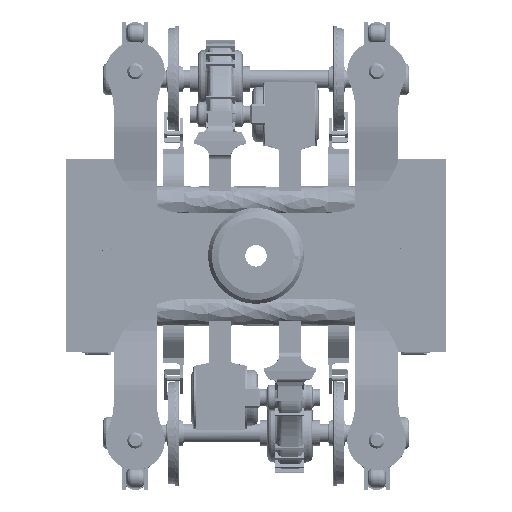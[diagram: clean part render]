
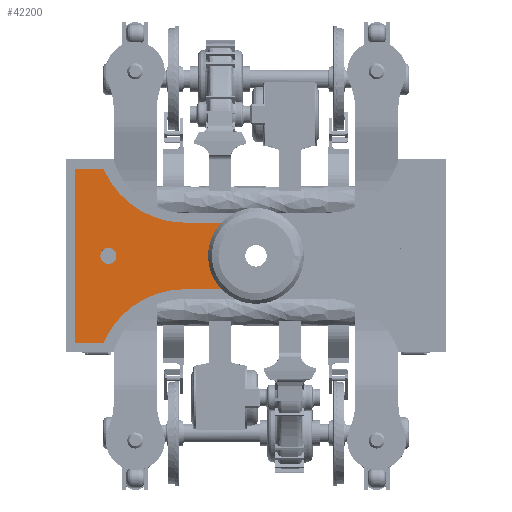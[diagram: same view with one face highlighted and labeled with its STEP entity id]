
A CAD part, top view. The second image highlights one B-rep face of the part: STEP entity #42200.
In plain terms, the highlighted free-form (B-spline) face has degree [1, 1] with [2, 2] control points.
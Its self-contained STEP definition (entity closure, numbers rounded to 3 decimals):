
#42200 = ADVANCED_FACE('',(#42201,#42215),#42276,.T.);
#42201 = FACE_BOUND('',#42202,.T.);
#42202 = EDGE_LOOP('',(#42203));
#42203 = ORIENTED_EDGE('',*,*,#42204,.F.);
#42204 = EDGE_CURVE('',#42205,#42205,#42207,.T.);
#42205 = VERTEX_POINT('',#42206);
#42206 = CARTESIAN_POINT('',(3742.831,2519.424,
    2622.151));
#42207 = ( BOUNDED_CURVE() B_SPLINE_CURVE(2,(#42208,#42209,#42210,#42211
    ,#42212,#42213,#42214),.UNSPECIFIED.,.T.,.F.) 
B_SPLINE_CURVE_WITH_KNOTS((1,2,2,2,2,1),(-2.094,0.,
    2.094,4.189,6.283,8.378),
.UNSPECIFIED.) CURVE() GEOMETRIC_REPRESENTATION_ITEM() 
RATIONAL_B_SPLINE_CURVE((1.,0.5,1.,0.5,1.,0.5,1.)) REPRESENTATION_ITEM(
  '') );
#42208 = CARTESIAN_POINT('',(3742.831,2519.424,
    2622.151));
#42209 = CARTESIAN_POINT('',(3742.831,2705.723,
    2621.892));
#42210 = CARTESIAN_POINT('',(3581.491,2612.573,
    2621.996));
#42211 = CARTESIAN_POINT('',(3420.151,2519.423,
    2622.1));
#42212 = CARTESIAN_POINT('',(3581.491,2426.274,
    2622.255));
#42213 = CARTESIAN_POINT('',(3742.831,2333.124,
    2622.41));
#42214 = CARTESIAN_POINT('',(3742.831,2519.424,
    2622.151));
#42215 = FACE_BOUND('',#42216,.T.);
#42216 = EDGE_LOOP('',(#42217,#42226,#42234,#42241,#42249,#42256,#42263,
    #42270));
#42217 = ORIENTED_EDGE('',*,*,#42218,.T.);
#42218 = EDGE_CURVE('',#42219,#42221,#42223,.T.);
#42219 = VERTEX_POINT('',#42220);
#42220 = CARTESIAN_POINT('',(4660.676,2074.843,
    2622.914));
#42221 = VERTEX_POINT('',#42222);
#42222 = CARTESIAN_POINT('',(5145.706,2074.843,
    2622.991));
#42223 = B_SPLINE_CURVE_WITH_KNOTS('',1,(#42224,#42225),.UNSPECIFIED.,
  .F.,.F.,(2,2),(-660.,-321.795),.PIECEWISE_BEZIER_KNOTS.);
#42224 = CARTESIAN_POINT('',(4660.676,2074.843,
    2622.914));
#42225 = CARTESIAN_POINT('',(5145.706,2074.843,
    2622.991));
#42226 = ORIENTED_EDGE('',*,*,#42227,.F.);
#42227 = EDGE_CURVE('',#42228,#42221,#42230,.T.);
#42228 = VERTEX_POINT('',#42229);
#42229 = CARTESIAN_POINT('',(5145.706,2964.005,
    2621.755));
#42230 = ( BOUNDED_CURVE() B_SPLINE_CURVE(2,(#42231,#42232,#42233),
.UNSPECIFIED.,.F.,.F.) B_SPLINE_CURVE_WITH_KNOTS((3,3),(2.375,
3.908),.PIECEWISE_BEZIER_KNOTS.) CURVE() 
GEOMETRIC_REPRESENTATION_ITEM() RATIONAL_B_SPLINE_CURVE((1.,
0.72,1.)) REPRESENTATION_ITEM('') );
#42231 = CARTESIAN_POINT('',(5145.706,2964.005,
    2621.755));
#42232 = CARTESIAN_POINT('',(4717.421,2519.424,
    2622.305));
#42233 = CARTESIAN_POINT('',(5145.706,2074.843,
    2622.991));
#42234 = ORIENTED_EDGE('',*,*,#42235,.F.);
#42235 = EDGE_CURVE('',#42236,#42228,#42238,.T.);
#42236 = VERTEX_POINT('',#42237);
#42237 = CARTESIAN_POINT('',(4660.676,2964.004,
    2621.678));
#42238 = B_SPLINE_CURVE_WITH_KNOTS('',1,(#42239,#42240),.UNSPECIFIED.,
  .F.,.F.,(2,2),(-660.,-321.795),.PIECEWISE_BEZIER_KNOTS.);
#42239 = CARTESIAN_POINT('',(4660.676,2964.004,
    2621.678));
#42240 = CARTESIAN_POINT('',(5145.706,2964.005,
    2621.755));
#42241 = ORIENTED_EDGE('',*,*,#42242,.F.);
#42242 = EDGE_CURVE('',#42243,#42236,#42245,.T.);
#42243 = VERTEX_POINT('',#42244);
#42244 = CARTESIAN_POINT('',(3569.558,3681.07,
    2620.509));
#42245 = ( BOUNDED_CURVE() B_SPLINE_CURVE(2,(#42246,#42247,#42248),
.UNSPECIFIED.,.F.,.F.) B_SPLINE_CURVE_WITH_KNOTS((3,3),(3.55,
4.712),.PIECEWISE_BEZIER_KNOTS.) CURVE() 
GEOMETRIC_REPRESENTATION_ITEM() RATIONAL_B_SPLINE_CURVE((1.,
0.836,1.)) REPRESENTATION_ITEM('') );
#42246 = CARTESIAN_POINT('',(3569.558,3681.07,
    2620.509));
#42247 = CARTESIAN_POINT('',(3879.494,2964.004,
    2621.555));
#42248 = CARTESIAN_POINT('',(4660.676,2964.004,
    2621.678));
#42249 = ORIENTED_EDGE('',*,*,#42250,.F.);
#42250 = EDGE_CURVE('',#42251,#42243,#42253,.T.);
#42251 = VERTEX_POINT('',#42252);
#42252 = CARTESIAN_POINT('',(3190.69,3681.07,
    2620.449));
#42253 = B_SPLINE_CURVE_WITH_KNOTS('',1,(#42254,#42255),.UNSPECIFIED.,
  .F.,.F.,(2,2),(-132.09,132.09),
  .PIECEWISE_BEZIER_KNOTS.);
#42254 = CARTESIAN_POINT('',(3190.69,3681.07,
    2620.449));
#42255 = CARTESIAN_POINT('',(3569.558,3681.07,
    2620.509));
#42256 = ORIENTED_EDGE('',*,*,#42257,.F.);
#42257 = EDGE_CURVE('',#42258,#42251,#42260,.T.);
#42258 = VERTEX_POINT('',#42259);
#42259 = CARTESIAN_POINT('',(3190.69,1357.777,
    2623.678));
#42260 = B_SPLINE_CURVE_WITH_KNOTS('',1,(#42261,#42262),.UNSPECIFIED.,
  .F.,.F.,(2,2),(-810.,810.),.PIECEWISE_BEZIER_KNOTS.);
#42261 = CARTESIAN_POINT('',(3190.69,1357.777,
    2623.678));
#42262 = CARTESIAN_POINT('',(3190.69,3681.07,
    2620.449));
#42263 = ORIENTED_EDGE('',*,*,#42264,.F.);
#42264 = EDGE_CURVE('',#42265,#42258,#42267,.T.);
#42265 = VERTEX_POINT('',#42266);
#42266 = CARTESIAN_POINT('',(3569.558,1357.777,
    2623.738));
#42267 = B_SPLINE_CURVE_WITH_KNOTS('',1,(#42268,#42269),.UNSPECIFIED.,
  .F.,.F.,(2,2),(-132.09,132.09),
  .PIECEWISE_BEZIER_KNOTS.);
#42268 = CARTESIAN_POINT('',(3569.558,1357.777,
    2623.738));
#42269 = CARTESIAN_POINT('',(3190.69,1357.777,
    2623.678));
#42270 = ORIENTED_EDGE('',*,*,#42271,.F.);
#42271 = EDGE_CURVE('',#42219,#42265,#42272,.T.);
#42272 = ( BOUNDED_CURVE() B_SPLINE_CURVE(2,(#42273,#42274,#42275),
.UNSPECIFIED.,.F.,.F.) B_SPLINE_CURVE_WITH_KNOTS((3,3),(1.571,
2.734),.PIECEWISE_BEZIER_KNOTS.) CURVE() 
GEOMETRIC_REPRESENTATION_ITEM() RATIONAL_B_SPLINE_CURVE((1.,
0.836,1.)) REPRESENTATION_ITEM('') );
#42273 = CARTESIAN_POINT('',(4660.676,2074.843,
    2622.914));
#42274 = CARTESIAN_POINT('',(3879.494,2074.843,
    2622.791));
#42275 = CARTESIAN_POINT('',(3569.558,1357.777,
    2623.738));
#42276 = B_SPLINE_SURFACE_WITH_KNOTS('',1,1,(
    (#42277,#42278)
    ,(#42279,#42280
    )),.UNSPECIFIED.,.F.,.F.,.F.,(2,2),(2,2),(-1685.,-321.795
    ),(-810.,810.),.PIECEWISE_BEZIER_KNOTS.);
#42277 = CARTESIAN_POINT('',(3190.69,1357.777,
    2623.678));
#42278 = CARTESIAN_POINT('',(3190.69,3681.07,
    2620.449));
#42279 = CARTESIAN_POINT('',(5145.706,1357.778,
    2623.988));
#42280 = CARTESIAN_POINT('',(5145.706,3681.07,
    2620.759));
